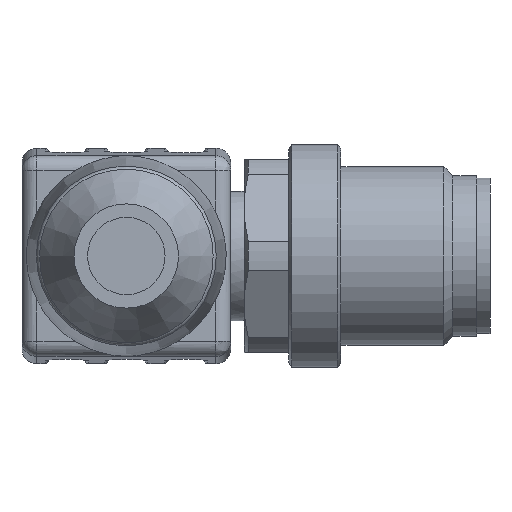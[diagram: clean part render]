
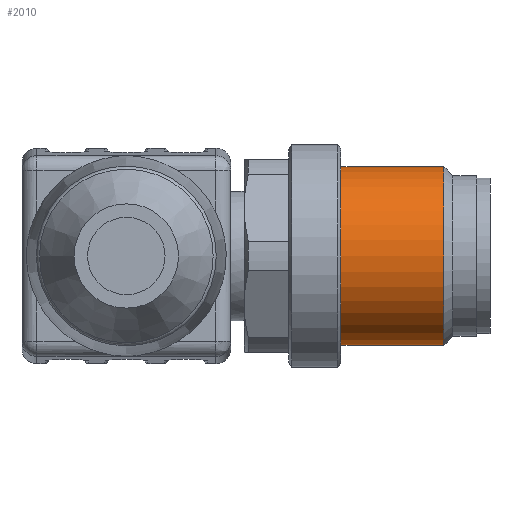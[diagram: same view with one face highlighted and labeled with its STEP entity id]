
A CAD part, left-side view. The second image highlights one B-rep face of the part: STEP entity #2010.
In plain terms, the highlighted cylindrical face has radius 6 mm (diameter 12 mm), a full revolution.
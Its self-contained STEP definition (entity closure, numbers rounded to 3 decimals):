
#1734=CYLINDRICAL_SURFACE('',#7068,6.);
#1792=FACE_BOUND('',#2916,.T.);
#1793=FACE_BOUND('',#2917,.T.);
#2010=ADVANCED_FACE('',(#1792,#1793),#1734,.T.);
#2916=EDGE_LOOP('',(#3840));
#2917=EDGE_LOOP('',(#3841));
#3840=ORIENTED_EDGE('',*,*,#6010,.F.);
#3841=ORIENTED_EDGE('',*,*,#6011,.T.);
#5277=VERTEX_POINT('',#10053);
#5278=VERTEX_POINT('',#10056);
#6010=EDGE_CURVE('',#5277,#5277,#6752,.T.);
#6011=EDGE_CURVE('',#5278,#5278,#6753,.T.);
#6752=CIRCLE('',#7065,6.);
#6753=CIRCLE('',#7067,6.);
#7065=AXIS2_PLACEMENT_3D('',#10052,#7931,#7932);
#7067=AXIS2_PLACEMENT_3D('',#10055,#7935,#7936);
#7068=AXIS2_PLACEMENT_3D('',#10057,#7937,#7938);
#7931=DIRECTION('',(0.,-1.,0.));
#7932=DIRECTION('',(0.5,0.,-0.866));
#7935=DIRECTION('',(0.,-1.,0.));
#7936=DIRECTION('',(0.866,0.,-0.5));
#7937=DIRECTION('',(0.,-1.,0.));
#7938=DIRECTION('',(0.5,0.,-0.866));
#10052=CARTESIAN_POINT('',(174.601,-21.3,0.));
#10053=CARTESIAN_POINT('',(177.601,-21.3,-5.196));
#10055=CARTESIAN_POINT('',(174.601,-14.4,0.));
#10056=CARTESIAN_POINT('',(179.797,-14.4,-3.));
#10057=CARTESIAN_POINT('',(174.601,-23.4,0.));
